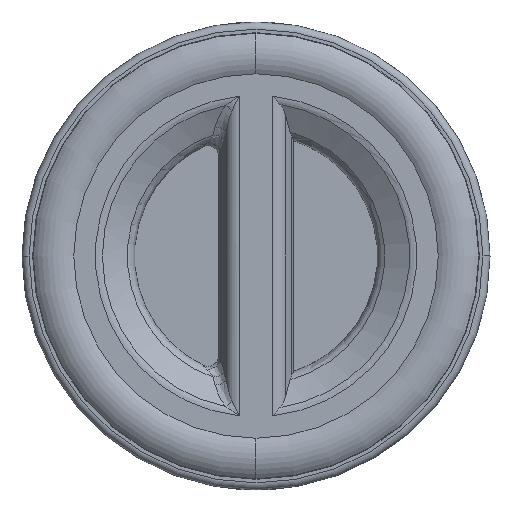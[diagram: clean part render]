
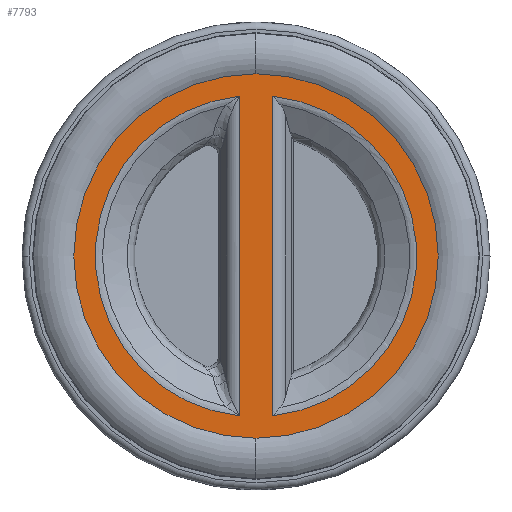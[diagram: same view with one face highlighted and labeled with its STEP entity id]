
A CAD part, front view. The second image highlights one B-rep face of the part: STEP entity #7793.
In plain terms, the highlighted planar face has unit normal (0, -1, 0).
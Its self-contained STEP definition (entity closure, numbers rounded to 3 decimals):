
#32 = AXIS2_PLACEMENT_3D ( 'NONE', #12150, #12152, #12153 ) ;
#97 = VECTOR ( 'NONE', #12231, 1000. ) ;
#103 = AXIS2_PLACEMENT_3D ( 'NONE', #12227, #12235, #12236 ) ;
#116 = VECTOR ( 'NONE', #12234, 1000. ) ;
#2359 = CARTESIAN_POINT ( 'NONE',  ( 0., -65.5, -50.995 ) ) ;
#2383 = CARTESIAN_POINT ( 'NONE',  ( 0., -65.5, 50.995 ) ) ;
#2559 = CARTESIAN_POINT ( 'NONE',  ( 0., -65.5, 0. ) ) ;
#2560 = DIRECTION ( 'NONE',  ( 0., -1., 0. ) ) ;
#2561 = DIRECTION ( 'NONE',  ( 0., 0., -1. ) ) ;
#3781 = AXIS2_PLACEMENT_3D ( 'NONE', #2559, #2560, #2561 ) ;
#6348 = CARTESIAN_POINT ( 'NONE',  ( -4.7, -65.5, 44.731 ) ) ;
#6349 = CARTESIAN_POINT ( 'NONE',  ( -4.7, -65.5, -44.731 ) ) ;
#6351 = CARTESIAN_POINT ( 'NONE',  ( 4.7, -65.5, -44.731 ) ) ;
#6362 = CARTESIAN_POINT ( 'NONE',  ( 4.7, -65.5, 44.731 ) ) ;
#7793 = ADVANCED_FACE ( 'NONE', ( #16154, #15567, #15398 ), #32297, .F. ) ;
#8265 = CIRCLE ( 'NONE', #39885, 44.977 ) ;
#8266 = CIRCLE ( 'NONE', #32, 44.977 ) ;
#8272 = CIRCLE ( 'NONE', #103, 50.995 ) ;
#12129 = CARTESIAN_POINT ( 'NONE',  ( 0., -65.5, 0. ) ) ;
#12130 = DIRECTION ( 'NONE',  ( 0., -1., 0. ) ) ;
#12131 = DIRECTION ( 'NONE',  ( 0., 0., -1. ) ) ;
#12150 = CARTESIAN_POINT ( 'NONE',  ( 0., -65.5, 0. ) ) ;
#12152 = DIRECTION ( 'NONE',  ( 0., -1., 0. ) ) ;
#12153 = DIRECTION ( 'NONE',  ( 0., 0., -1. ) ) ;
#12227 = CARTESIAN_POINT ( 'NONE',  ( 0., -65.5, 0. ) ) ;
#12228 = LINE ( 'NONE', #12230, #97 ) ;
#12230 = CARTESIAN_POINT ( 'NONE',  ( -4.7, -65.5, -500000. ) ) ;
#12231 = DIRECTION ( 'NONE',  ( 0., 0., 1. ) ) ;
#12232 = LINE ( 'NONE', #12233, #116 ) ;
#12233 = CARTESIAN_POINT ( 'NONE',  ( 4.7, -65.5, -500000. ) ) ;
#12234 = DIRECTION ( 'NONE',  ( 0., 0., 1. ) ) ;
#12235 = DIRECTION ( 'NONE',  ( 0., -1., 0. ) ) ;
#12236 = DIRECTION ( 'NONE',  ( 0., 0., -1. ) ) ;
#15398 = FACE_OUTER_BOUND ( 'NONE', #28972, .T. ) ;
#15567 = FACE_BOUND ( 'NONE', #28948, .T. ) ;
#15649 = AXIS2_PLACEMENT_3D ( 'NONE', #32298, #32299, #32300 ) ;
#16154 = FACE_BOUND ( 'NONE', #28989, .T. ) ;
#18270 = ORIENTED_EDGE ( 'NONE', *, *, #28180, .T. ) ;
#18276 = ORIENTED_EDGE ( 'NONE', *, *, #20390, .T. ) ;
#18280 = ORIENTED_EDGE ( 'NONE', *, *, #20368, .F. ) ;
#18311 = ORIENTED_EDGE ( 'NONE', *, *, #20389, .T. ) ;
#18315 = ORIENTED_EDGE ( 'NONE', *, *, #20388, .F. ) ;
#18324 = ORIENTED_EDGE ( 'NONE', *, *, #20371, .F. ) ;
#18969 = CIRCLE ( 'NONE', #3781, 50.995 ) ;
#20368 = EDGE_CURVE ( 'NONE', #31862, #31893, #8265, .T. ) ;
#20371 = EDGE_CURVE ( 'NONE', #31854, #31857, #8266, .T. ) ;
#20388 = EDGE_CURVE ( 'NONE', #31857, #31854, #12228, .T. ) ;
#20389 = EDGE_CURVE ( 'NONE', #31862, #31893, #12232, .T. ) ;
#20390 = EDGE_CURVE ( 'NONE', #26452, #26400, #8272, .T. ) ;
#26400 = VERTEX_POINT ( 'NONE', #2359 ) ;
#26452 = VERTEX_POINT ( 'NONE', #2383 ) ;
#28180 = EDGE_CURVE ( 'NONE', #26400, #26452, #18969, .T. ) ;
#28948 = EDGE_LOOP ( 'NONE', ( #18280, #18311 ) ) ;
#28972 = EDGE_LOOP ( 'NONE', ( #18270, #18276 ) ) ;
#28989 = EDGE_LOOP ( 'NONE', ( #18324, #18315 ) ) ;
#31854 = VERTEX_POINT ( 'NONE', #6348 ) ;
#31857 = VERTEX_POINT ( 'NONE', #6349 ) ;
#31862 = VERTEX_POINT ( 'NONE', #6351 ) ;
#31893 = VERTEX_POINT ( 'NONE', #6362 ) ;
#32297 = PLANE ( 'NONE',  #15649 ) ;
#32298 = CARTESIAN_POINT ( 'NONE',  ( 0., -65.5, 0. ) ) ;
#32299 = DIRECTION ( 'NONE',  ( 0., 1., 0. ) ) ;
#32300 = DIRECTION ( 'NONE',  ( 0., 0., 1. ) ) ;
#39885 = AXIS2_PLACEMENT_3D ( 'NONE', #12129, #12130, #12131 ) ;
